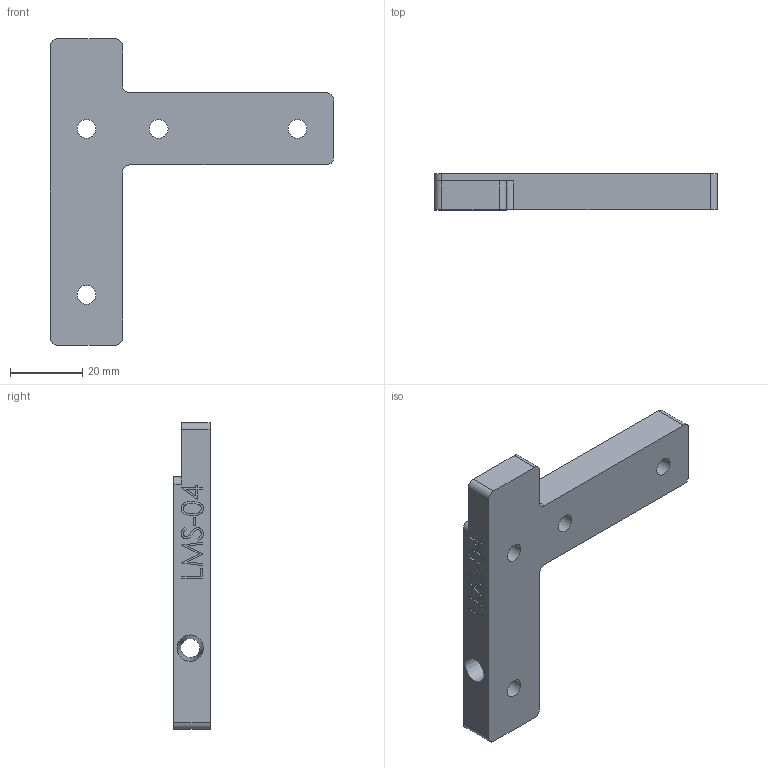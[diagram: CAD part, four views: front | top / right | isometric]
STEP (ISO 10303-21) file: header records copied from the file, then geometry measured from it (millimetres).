
FILE_DESCRIPTION(/* description */ (''),/* implementation_level */ '2;1');
FILE_NAME(/* name */ 'motor_corner_bracket_spacer_Left Motor Corner Bracket Spacer.stp',/* time_stamp */ '2024-05-24T16:03:13-07:00',/* author */ ('Micha'),/* organization */ (''),/* preprocessor_version */ 'ST-DEVELOPER v20',/* originating_system */ 'Autodesk Inventor 2024',/* authorisation */ '');
FILE_SCHEMA (('AUTOMOTIVE_DESIGN { 1 0 10303 214 3 1 1 }'));
Length unit declared in the file: millimetre
Products named in the file (1): motor_corner_bracket_spacer_Left Motor Corner Bracket Spacer
Bounding box: 78.5 x 10 x 85 mm (x, y, z)
Volume: 26467.1 mm3; surface area: 9832.8 mm2
Topology: 1 solids, 1 shells, 98 faces, 260 edges, 173 vertices
Faces by surface type: plane 58, bspline 24, cylinder 15, cone 1
Full cylindrical faces by diameter (mm): 5.2 x5, 7 x1
Entity records: 4430 total; most frequent: CARTESIAN_POINT 2060, ORIENTED_EDGE 520, DIRECTION 393, EDGE_CURVE 260, LINE 181, VECTOR 181, VERTEX_POINT 173, EDGE_LOOP 117
